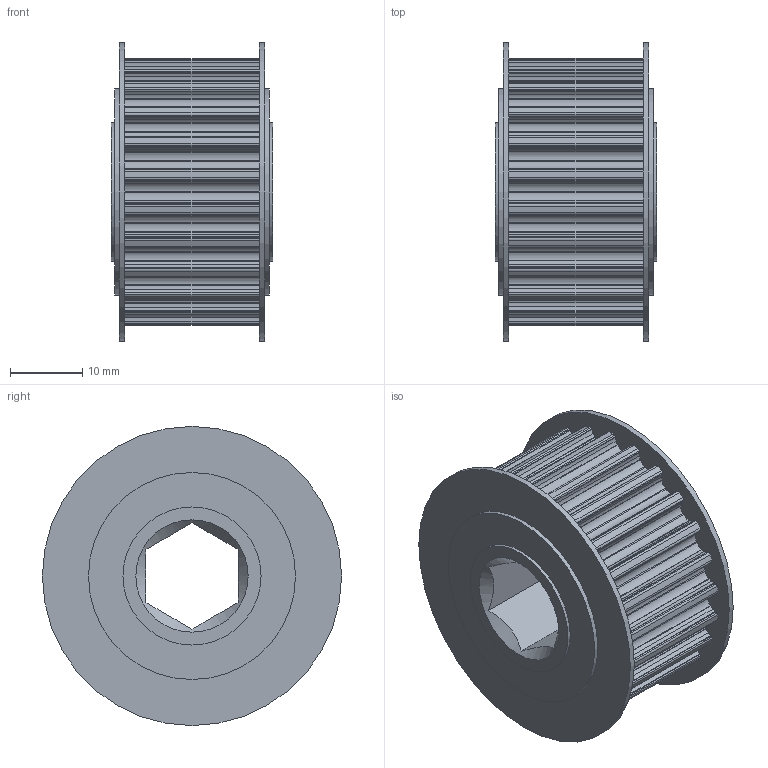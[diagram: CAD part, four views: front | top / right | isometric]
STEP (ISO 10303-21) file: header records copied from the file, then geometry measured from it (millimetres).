
FILE_DESCRIPTION (( 'STEP AP214' ), '1' );
FILE_NAME ('am-4626 24T 5mm HTD 500IN Hex 15mm Wide Bore Pulley.STEP', '2021-12-03T14:06:13', ( '' ), ( '' ), 'SwSTEP 2.0', 'SolidWorks 2021', '' );
FILE_SCHEMA (( 'AUTOMOTIVE_DESIGN' ));
Length unit declared in the file: inch
Products named in the file (3): 3088A437_1008-1010 Carbon Steel Ring Shims_3088A437; am-4626 24T 5mm HTD 500IN Hex 15mm Wide Bore Pulley; ip-4626 24 Tooth 5mm HTD 15mm Wide Pulley Body
Assembly tree (3 placements, depth 2):
  am-4626 24T 5mm HTD 500IN Hex 15mm Wide Bore Pulley
    ip-4626 24 Tooth 5mm HTD 15mm Wide Pulley Body
    3088A437_1008-1010 Carbon Steel Ring Shims_3088A437  x2
Bounding box: 22.23 x 41.27 x 41.27 mm (x, y, z)
Volume: 17557.7 mm3; surface area: 9125.4 mm2
Topology: 3 solids, 3 shells, 410 faces, 1201 edges, 801 vertices
Faces by surface type: cylinder 368, plane 40, cone 2
Full cylindrical faces by diameter (mm): 19.05 x2, 28.575 x4, 41.275 x2
Entity records: 14150 total; most frequent: DIRECTION 2730, CARTESIAN_POINT 2530, ORIENTED_EDGE 2368, EDGE_CURVE 1184, AXIS2_PLACEMENT_3D 1146, VERTEX_POINT 794, CIRCLE 734, VECTOR 438
